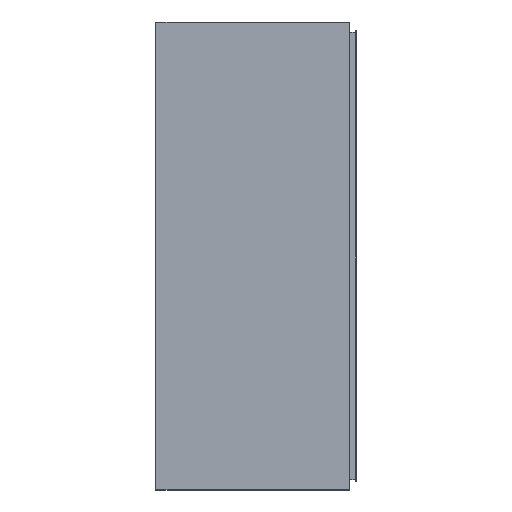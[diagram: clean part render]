
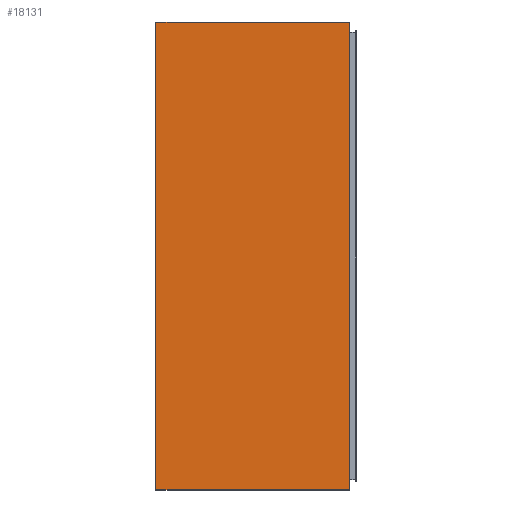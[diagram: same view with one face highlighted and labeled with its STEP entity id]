
A CAD part, top view. The second image highlights one B-rep face of the part: STEP entity #18131.
In plain terms, the highlighted planar face has unit normal (0, 0, 1).
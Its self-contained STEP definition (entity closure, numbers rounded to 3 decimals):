
#330 = DIRECTION ( 'NONE',  ( -1., 0., 0. ) ) ;
#1744 = VECTOR ( 'NONE', #10111, 1000. ) ;
#2317 = VERTEX_POINT ( 'NONE', #3209 ) ;
#2355 = CARTESIAN_POINT ( 'NONE',  ( 2.5, 3., 17.5 ) ) ;
#2871 = LINE ( 'NONE', #10625, #18730 ) ;
#3103 = ORIENTED_EDGE ( 'NONE', *, *, #18407, .T. ) ;
#3209 = CARTESIAN_POINT ( 'NONE',  ( 2.5, 1197., 17.5 ) ) ;
#4086 = CARTESIAN_POINT ( 'NONE',  ( 497., 3., 17.5 ) ) ;
#4217 = CARTESIAN_POINT ( 'NONE',  ( 2.5, 1197., 17.5 ) ) ;
#4735 = VERTEX_POINT ( 'NONE', #16990 ) ;
#7385 = LINE ( 'NONE', #2355, #1744 ) ;
#8944 = LINE ( 'NONE', #4217, #23103 ) ;
#10111 = DIRECTION ( 'NONE',  ( 1., 0., 0. ) ) ;
#10625 = CARTESIAN_POINT ( 'NONE',  ( 2.5, 1197., 17.5 ) ) ;
#12135 = PLANE ( 'NONE',  #15153 ) ;
#12629 = FACE_OUTER_BOUND ( 'NONE', #21376, .T. ) ;
#13797 = CARTESIAN_POINT ( 'NONE',  ( 497., 1197., 17.5 ) ) ;
#14055 = EDGE_CURVE ( 'NONE', #4735, #2317, #2871, .T. ) ;
#14206 = EDGE_CURVE ( 'NONE', #2317, #16598, #8944, .T. ) ;
#15153 = AXIS2_PLACEMENT_3D ( 'NONE', #25540, #30464, #25210 ) ;
#15642 = VECTOR ( 'NONE', #19198, 1000. ) ;
#16177 = ORIENTED_EDGE ( 'NONE', *, *, #14206, .T. ) ;
#16327 = LINE ( 'NONE', #13797, #15642 ) ;
#16598 = VERTEX_POINT ( 'NONE', #17174 ) ;
#16990 = CARTESIAN_POINT ( 'NONE',  ( 497., 1197., 17.5 ) ) ;
#17174 = CARTESIAN_POINT ( 'NONE',  ( 2.5, 3., 17.5 ) ) ;
#18131 = ADVANCED_FACE ( 'NONE', ( #12629 ), #12135, .T. ) ;
#18407 = EDGE_CURVE ( 'NONE', #28235, #4735, #16327, .T. ) ;
#18440 = ORIENTED_EDGE ( 'NONE', *, *, #20346, .T. ) ;
#18730 = VECTOR ( 'NONE', #330, 1000. ) ;
#19198 = DIRECTION ( 'NONE',  ( 0., 1., 0. ) ) ;
#19243 = DIRECTION ( 'NONE',  ( 0., -1., 0. ) ) ;
#20346 = EDGE_CURVE ( 'NONE', #16598, #28235, #7385, .T. ) ;
#21376 = EDGE_LOOP ( 'NONE', ( #16177, #18440, #3103, #33177 ) ) ;
#23103 = VECTOR ( 'NONE', #19243, 1000. ) ;
#25210 = DIRECTION ( 'NONE',  ( 1., 0., 0. ) ) ;
#25540 = CARTESIAN_POINT ( 'NONE',  ( 0., 0., 17.5 ) ) ;
#28235 = VERTEX_POINT ( 'NONE', #4086 ) ;
#30464 = DIRECTION ( 'NONE',  ( 0., 0., 1. ) ) ;
#33177 = ORIENTED_EDGE ( 'NONE', *, *, #14055, .T. ) ;
